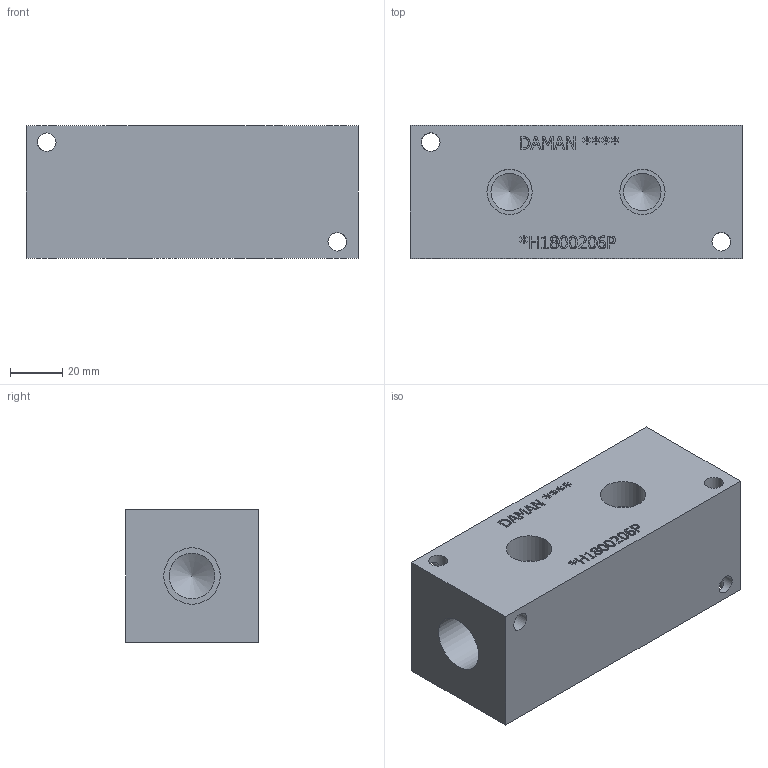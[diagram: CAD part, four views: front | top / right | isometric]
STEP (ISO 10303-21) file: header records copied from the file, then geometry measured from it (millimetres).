
FILE_DESCRIPTION(/* description */ (''),/* implementation_level */ '2;1');
FILE_NAME(/* name */ '_H1800206P.stp',/* time_stamp */ '2020-06-01T11:52:37-04:00',/* author */ ('devonn'),/* organization */ (''),/* preprocessor_version */ 'ST-DEVELOPER v17',/* originating_system */ 'Autodesk Inventor 2019',/* authorisation */ '');
FILE_SCHEMA (('AUTOMOTIVE_DESIGN { 1 0 10303 214 3 1 1 }'));
Length unit declared in the file: millimetre
Products named in the file (1): Part_AH1800206P.C13763R0_3D
Bounding box: 127 x 50.8 x 50.8 mm (x, y, z)
Volume: 295501.6 mm3; surface area: 40161 mm2
Topology: 1 solids, 1 shells, 350 faces, 955 edges, 638 vertices
Faces by surface type: plane 222, bspline 102, cylinder 20, cone 6
Full cylindrical faces by diameter (mm): 7.137 x8, 14.3 x4, 17.297 x4, 17.475 x2, 21.59 x2
Entity records: 11841 total; most frequent: CARTESIAN_POINT 3264, ORIENTED_EDGE 1898, DIRECTION 1305, EDGE_CURVE 949, LINE 683, VECTOR 683, VERTEX_POINT 638, EDGE_LOOP 399
